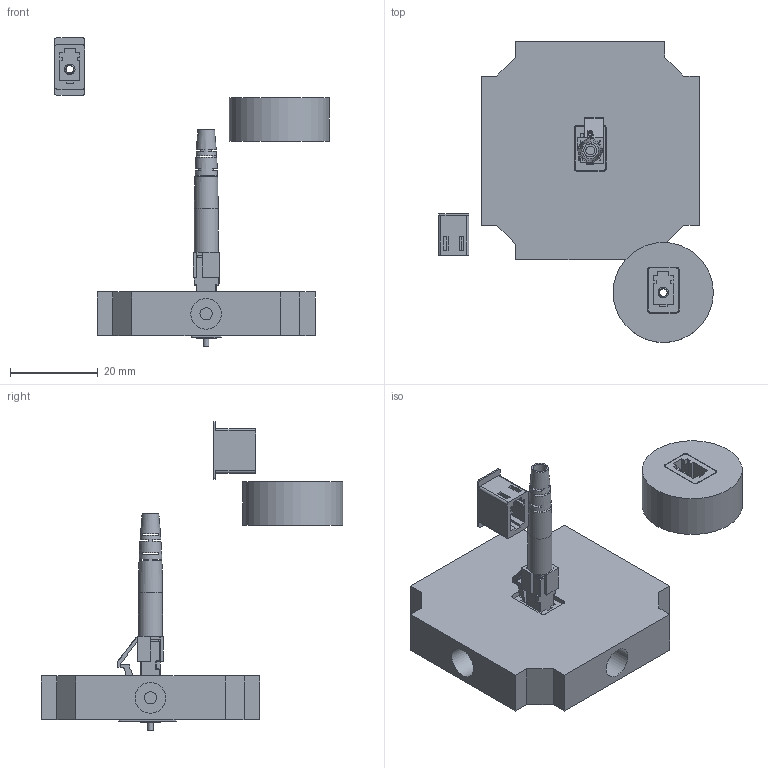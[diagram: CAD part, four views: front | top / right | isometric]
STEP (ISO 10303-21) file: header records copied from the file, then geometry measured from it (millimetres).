
FILE_DESCRIPTION(/* description */ (''),/* implementation_level */ '2;1');
FILE_NAME(/* name */ 'Assembly_Cube_Fibermount_LC_v3.iam.step',/* time_stamp */ '2022-11-29T09:04:18+01:00',/* author */ ('diederichbenedict'),/* organization */ (''),/* preprocessor_version */ 'ST-DEVELOPER v18.1',/* originating_system */ 'Autodesk Inventor 2022',/* authorisation */ '');
FILE_SCHEMA (('AUTOMOTIVE_DESIGN { 1 0 10303 214 3 1 1 }'));
Products named in the file (5): Assembly_Cube_Fibermount_LC_v3; 20_Cube_Insert_Fiber_STMount_Center; 00_LC_Duplex_Fiber_Connector; 00_SM05LC-toRMS; 00_SM05LC-Step
Assembly tree (6 placements, depth 2):
  Assembly_Cube_Fibermount_LC_v3
    20_Cube_Insert_Fiber_STMount_Center
    00_SM05LC-Step  x3
    00_LC_Duplex_Fiber_Connector
    00_SM05LC-toRMS
Bounding box: 62.63 x 68.73 x 70.36 mm (x, y, z)
Volume: 26043.5 mm3; surface area: 13238.6 mm2
Topology: 7 solids, 7 shells, 392 faces, 1083 edges, 702 vertices
Faces by surface type: plane 266, cylinder 101, torus 11, bspline 10, sphere 4
Full cylindrical faces by diameter (mm): 0.062 x1, 1.25 x1, 1.7 x3, 2 x1, 2.4 x3, 2.8 x4, 3 x3, 3.15 x1, 5.5 x1, 7 x2, 22.826 x1
Entity records: 10017 total; most frequent: CARTESIAN_POINT 2226, ORIENTED_EDGE 1562, DIRECTION 1548, EDGE_CURVE 781, LINE 542, VECTOR 542, VERTEX_POINT 506, AXIS2_PLACEMENT_3D 503
